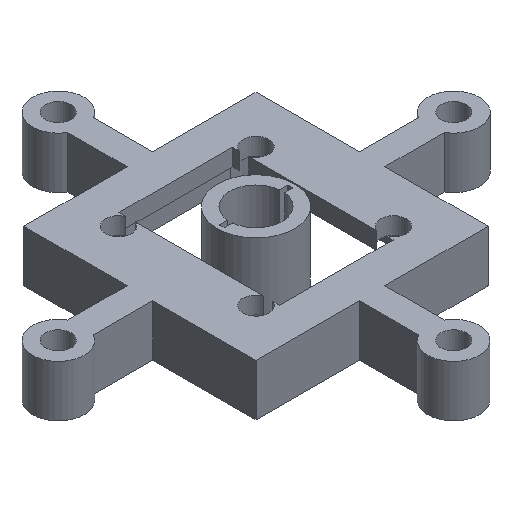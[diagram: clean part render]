
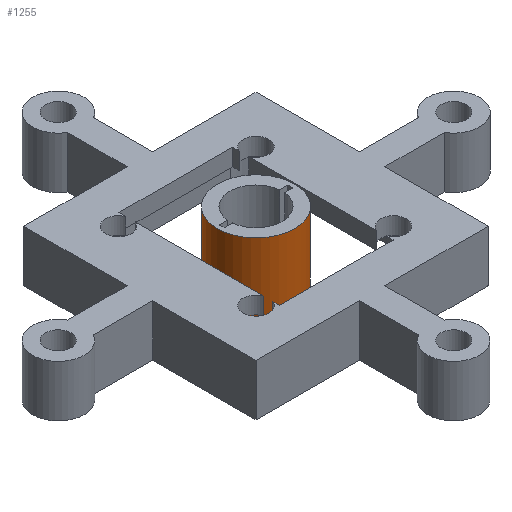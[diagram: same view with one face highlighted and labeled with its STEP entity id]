
A CAD part, isometric view. The second image highlights one B-rep face of the part: STEP entity #1255.
In plain terms, the highlighted cylindrical face has radius 4.5 mm (diameter 9 mm), a full revolution.
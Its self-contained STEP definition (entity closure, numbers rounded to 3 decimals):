
#29=CYLINDRICAL_SURFACE('',#1350,4.5);
#59=CIRCLE('',#1327,4.5);
#72=CIRCLE('',#1351,4.5);
#122=FACE_OUTER_BOUND('',#189,.T.);
#189=EDGE_LOOP('',(#918,#919,#920,#921));
#286=LINE('',#1904,#423);
#423=VECTOR('',#1537,4.5);
#556=VERTEX_POINT('',#1877);
#557=VERTEX_POINT('',#1902);
#682=EDGE_CURVE('',#556,#556,#59,.T.);
#695=EDGE_CURVE('',#557,#557,#72,.T.);
#696=EDGE_CURVE('',#557,#556,#286,.T.);
#918=ORIENTED_EDGE('',*,*,#695,.F.);
#919=ORIENTED_EDGE('',*,*,#696,.T.);
#920=ORIENTED_EDGE('',*,*,#682,.T.);
#921=ORIENTED_EDGE('',*,*,#696,.F.);
#1255=ADVANCED_FACE('',(#122),#29,.T.);
#1327=AXIS2_PLACEMENT_3D('',#1878,#1487,#1488);
#1350=AXIS2_PLACEMENT_3D('',#1901,#1533,#1534);
#1351=AXIS2_PLACEMENT_3D('',#1903,#1535,#1536);
#1487=DIRECTION('center_axis',(0.,0.,1.));
#1488=DIRECTION('ref_axis',(1.,0.,0.));
#1533=DIRECTION('center_axis',(0.,0.,1.));
#1534=DIRECTION('ref_axis',(1.,0.,0.));
#1535=DIRECTION('center_axis',(0.,0.,1.));
#1536=DIRECTION('ref_axis',(1.,0.,0.));
#1537=DIRECTION('',(0.,0.,-1.));
#1877=CARTESIAN_POINT('',(-4.5,0.,0.));
#1878=CARTESIAN_POINT('Origin',(0.,0.,0.));
#1901=CARTESIAN_POINT('Origin',(0.,0.,0.));
#1902=CARTESIAN_POINT('',(-4.5,0.,8.));
#1903=CARTESIAN_POINT('Origin',(0.,0.,8.));
#1904=CARTESIAN_POINT('',(-4.5,0.,0.));
